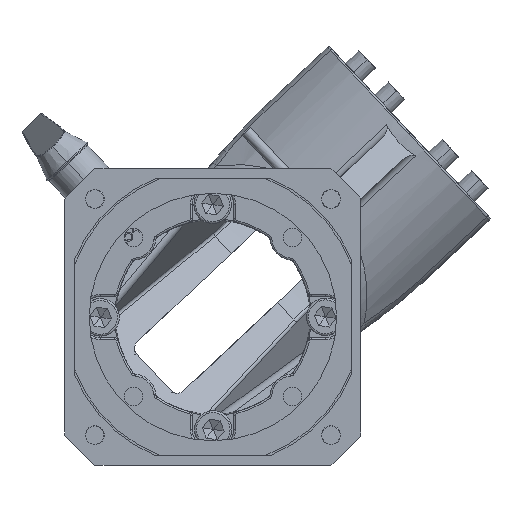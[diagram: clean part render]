
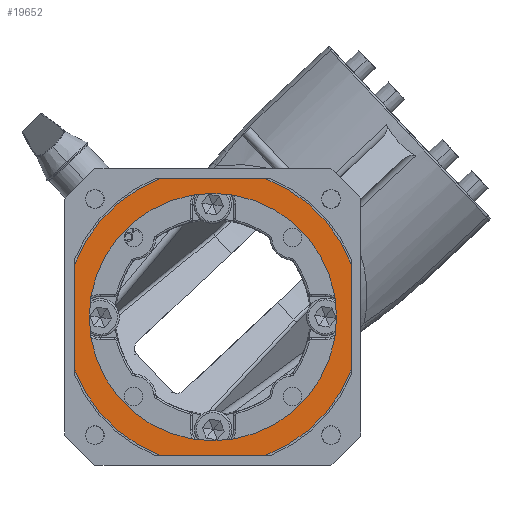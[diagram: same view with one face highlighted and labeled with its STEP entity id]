
A CAD part, front view. The second image highlights one B-rep face of the part: STEP entity #19652.
In plain terms, the highlighted planar face has unit normal (0, -1, 0).
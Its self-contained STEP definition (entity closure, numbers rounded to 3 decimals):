
#473 = DIRECTION ( 'NONE',  ( 1., 0., 0. ) ) ;
#875 = DIRECTION ( 'NONE',  ( 0., 0., 1. ) ) ;
#877 = CIRCLE ( 'NONE', #6410, 39.5 ) ;
#972 = CARTESIAN_POINT ( 'NONE',  ( 0., 0., 0. ) ) ;
#1217 = CARTESIAN_POINT ( 'NONE',  ( -37., 0., -13.829 ) ) ;
#1270 = ORIENTED_EDGE ( 'NONE', *, *, #17550, .F. ) ;
#1550 = PLANE ( 'NONE',  #5950 ) ;
#2031 = CARTESIAN_POINT ( 'NONE',  ( -37., 0., -13.829 ) ) ;
#2091 = VERTEX_POINT ( 'NONE', #13411 ) ;
#2328 = LINE ( 'NONE', #5741, #13790 ) ;
#2812 = VECTOR ( 'NONE', #473, 1000. ) ;
#2926 = CARTESIAN_POINT ( 'NONE',  ( -13.829, 0., 37. ) ) ;
#3279 = DIRECTION ( 'NONE',  ( 0., 0., 1. ) ) ;
#3361 = LINE ( 'NONE', #1217, #10156 ) ;
#3854 = DIRECTION ( 'NONE',  ( 0., 0., 1. ) ) ;
#3933 = ORIENTED_EDGE ( 'NONE', *, *, #12704, .F. ) ;
#4295 = CARTESIAN_POINT ( 'NONE',  ( 13.829, 0., -37. ) ) ;
#4798 = AXIS2_PLACEMENT_3D ( 'NONE', #21773, #8051, #24092 ) ;
#5035 = CARTESIAN_POINT ( 'NONE',  ( 13.829, 0., 37. ) ) ;
#5078 = CARTESIAN_POINT ( 'NONE',  ( 0., 0., 0. ) ) ;
#5082 = EDGE_CURVE ( 'NONE', #18984, #11046, #3361, .T. ) ;
#5101 = VERTEX_POINT ( 'NONE', #19292 ) ;
#5600 = CARTESIAN_POINT ( 'NONE',  ( -13.829, 0., -37. ) ) ;
#5741 = CARTESIAN_POINT ( 'NONE',  ( 37., 0., -13.829 ) ) ;
#5950 = AXIS2_PLACEMENT_3D ( 'NONE', #8358, #17592, #3854 ) ;
#6128 = ORIENTED_EDGE ( 'NONE', *, *, #6401, .F. ) ;
#6401 = EDGE_CURVE ( 'NONE', #11046, #19987, #19144, .T. ) ;
#6410 = AXIS2_PLACEMENT_3D ( 'NONE', #972, #17001, #3279 ) ;
#6411 = EDGE_CURVE ( 'NONE', #6898, #5101, #877, .T. ) ;
#6632 = ORIENTED_EDGE ( 'NONE', *, *, #10926, .F. ) ;
#6844 = EDGE_CURVE ( 'NONE', #2091, #18984, #17365, .T. ) ;
#6886 = FACE_OUTER_BOUND ( 'NONE', #13238, .T. ) ;
#6898 = VERTEX_POINT ( 'NONE', #5035 ) ;
#7389 = DIRECTION ( 'NONE',  ( 0., 0., 1. ) ) ;
#7955 = DIRECTION ( 'NONE',  ( 0., 0., -1. ) ) ;
#8051 = DIRECTION ( 'NONE',  ( 0., 1., 0. ) ) ;
#8274 = AXIS2_PLACEMENT_3D ( 'NONE', #12531, #28575, #14832 ) ;
#8358 = CARTESIAN_POINT ( 'NONE',  ( 0., 0., 0. ) ) ;
#9436 = CARTESIAN_POINT ( 'NONE',  ( 0., 0., 0. ) ) ;
#10156 = VECTOR ( 'NONE', #16995, 1000. ) ;
#10215 = CIRCLE ( 'NONE', #8274, 33. ) ;
#10664 = ORIENTED_EDGE ( 'NONE', *, *, #12003, .T. ) ;
#10926 = EDGE_CURVE ( 'NONE', #25714, #2091, #16071, .T. ) ;
#10990 = CARTESIAN_POINT ( 'NONE',  ( -37., 0., 13.829 ) ) ;
#11046 = VERTEX_POINT ( 'NONE', #10990 ) ;
#11123 = ORIENTED_EDGE ( 'NONE', *, *, #13159, .T. ) ;
#11235 = EDGE_CURVE ( 'NONE', #19987, #6898, #21087, .T. ) ;
#11746 = DIRECTION ( 'NONE',  ( 0., 0., 1. ) ) ;
#12003 = EDGE_CURVE ( 'NONE', #24799, #26859, #16736, .T. ) ;
#12343 = VERTEX_POINT ( 'NONE', #24631 ) ;
#12527 = ORIENTED_EDGE ( 'NONE', *, *, #6411, .F. ) ;
#12531 = CARTESIAN_POINT ( 'NONE',  ( 0., 0., 0. ) ) ;
#12704 = EDGE_CURVE ( 'NONE', #12343, #25714, #15617, .T. ) ;
#12908 = CARTESIAN_POINT ( 'NONE',  ( 0., 0., -33. ) ) ;
#13159 = EDGE_CURVE ( 'NONE', #26859, #24799, #10215, .T. ) ;
#13238 = EDGE_LOOP ( 'NONE', ( #6128, #15536, #14352, #6632, #3933, #1270, #12527, #24387 ) ) ;
#13411 = CARTESIAN_POINT ( 'NONE',  ( -13.829, 0., -37. ) ) ;
#13790 = VECTOR ( 'NONE', #7955, 1000. ) ;
#14179 = CARTESIAN_POINT ( 'NONE',  ( -13.829, 0., 37. ) ) ;
#14352 = ORIENTED_EDGE ( 'NONE', *, *, #6844, .F. ) ;
#14582 = DIRECTION ( 'NONE',  ( 0., 1., 0. ) ) ;
#14694 = EDGE_LOOP ( 'NONE', ( #10664, #11123 ) ) ;
#14832 = DIRECTION ( 'NONE',  ( 0., 0., 1. ) ) ;
#15536 = ORIENTED_EDGE ( 'NONE', *, *, #5082, .F. ) ;
#15617 = CIRCLE ( 'NONE', #4798, 39.5 ) ;
#16071 = LINE ( 'NONE', #5600, #27553 ) ;
#16736 = CIRCLE ( 'NONE', #25515, 33. ) ;
#16995 = DIRECTION ( 'NONE',  ( 0., 0., 1. ) ) ;
#17001 = DIRECTION ( 'NONE',  ( 0., 1., 0. ) ) ;
#17365 = CIRCLE ( 'NONE', #29447, 39.5 ) ;
#17550 = EDGE_CURVE ( 'NONE', #5101, #12343, #2328, .T. ) ;
#17592 = DIRECTION ( 'NONE',  ( 0., 1., 0. ) ) ;
#18439 = CARTESIAN_POINT ( 'NONE',  ( 0., 0., 33. ) ) ;
#18984 = VERTEX_POINT ( 'NONE', #2031 ) ;
#19071 = FACE_BOUND ( 'NONE', #14694, .T. ) ;
#19144 = CIRCLE ( 'NONE', #20798, 39.5 ) ;
#19292 = CARTESIAN_POINT ( 'NONE',  ( 37., 0., 13.829 ) ) ;
#19333 = DIRECTION ( 'NONE',  ( -1., 0., 0. ) ) ;
#19652 = ADVANCED_FACE ( 'NONE', ( #6886, #19071 ), #1550, .F. ) ;
#19987 = VERTEX_POINT ( 'NONE', #2926 ) ;
#20798 = AXIS2_PLACEMENT_3D ( 'NONE', #28318, #14582, #875 ) ;
#21087 = LINE ( 'NONE', #14179, #2812 ) ;
#21110 = DIRECTION ( 'NONE',  ( 0., 1., 0. ) ) ;
#21773 = CARTESIAN_POINT ( 'NONE',  ( 0., 0., 0. ) ) ;
#24092 = DIRECTION ( 'NONE',  ( 0., 0., 1. ) ) ;
#24387 = ORIENTED_EDGE ( 'NONE', *, *, #11235, .F. ) ;
#24631 = CARTESIAN_POINT ( 'NONE',  ( 37., 0., -13.829 ) ) ;
#24799 = VERTEX_POINT ( 'NONE', #12908 ) ;
#25487 = DIRECTION ( 'NONE',  ( 0., 1., 0. ) ) ;
#25515 = AXIS2_PLACEMENT_3D ( 'NONE', #5078, #21110, #7389 ) ;
#25714 = VERTEX_POINT ( 'NONE', #4295 ) ;
#26859 = VERTEX_POINT ( 'NONE', #18439 ) ;
#27553 = VECTOR ( 'NONE', #19333, 1000. ) ;
#28318 = CARTESIAN_POINT ( 'NONE',  ( 0., 0., 0. ) ) ;
#28575 = DIRECTION ( 'NONE',  ( 0., 1., 0. ) ) ;
#29447 = AXIS2_PLACEMENT_3D ( 'NONE', #9436, #25487, #11746 ) ;
